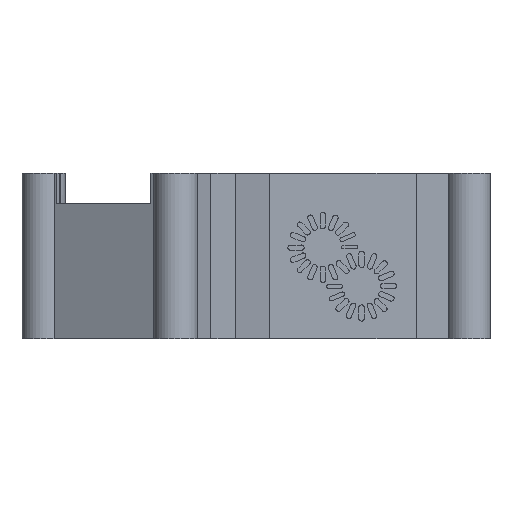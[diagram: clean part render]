
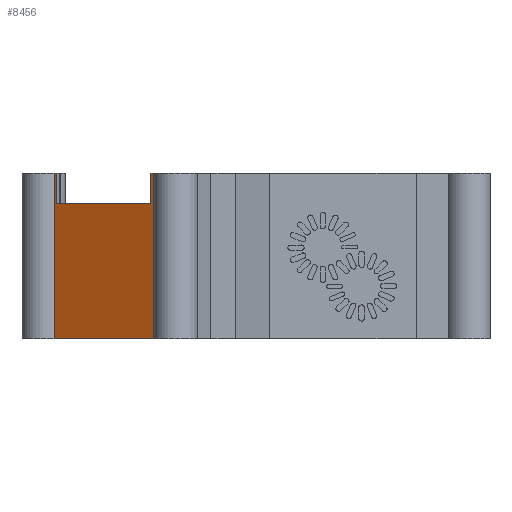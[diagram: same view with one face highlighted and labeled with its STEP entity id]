
A CAD part, front view. The second image highlights one B-rep face of the part: STEP entity #8456.
In plain terms, the highlighted planar face has unit normal (-0.5, -0.866, 0).
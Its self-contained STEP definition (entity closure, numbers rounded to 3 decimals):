
#434 = PLANE('',#435);
#435 = AXIS2_PLACEMENT_3D('',#436,#437,#438);
#436 = CARTESIAN_POINT('',(3.441,0.,5.));
#437 = DIRECTION('',(0.,0.,1.));
#438 = DIRECTION('',(1.,0.,0.));
#588 = PLANE('',#589);
#589 = AXIS2_PLACEMENT_3D('',#590,#591,#592);
#590 = CARTESIAN_POINT('',(2.,0.,-33.));
#591 = DIRECTION('',(-0.,-0.,-1.));
#592 = DIRECTION('',(-1.,0.,0.));
#2483 = VERTEX_POINT('',#2484);
#2484 = CARTESIAN_POINT('',(-17.987,-56.155,5.));
#2498 = PLANE('',#2499);
#2499 = AXIS2_PLACEMENT_3D('',#2500,#2501,#2502);
#2500 = CARTESIAN_POINT('',(-17.581,-55.451,1.5));
#2501 = DIRECTION('',(-0.866,0.5,0.));
#2502 = DIRECTION('',(-0.5,-0.866,0.));
#2510 = EDGE_CURVE('',#2511,#2483,#2513,.T.);
#2511 = VERTEX_POINT('',#2512);
#2512 = CARTESIAN_POINT('',(-17.342,-56.528,5.));
#2513 = SURFACE_CURVE('',#2514,(#2518,#2525),.PCURVE_S1.);
#2514 = LINE('',#2515,#2516);
#2515 = CARTESIAN_POINT('',(-17.342,-56.528,5.));
#2516 = VECTOR('',#2517,1.);
#2517 = DIRECTION('',(-0.866,0.5,0.));
#2518 = PCURVE('',#434,#2519);
#2519 = DEFINITIONAL_REPRESENTATION('',(#2520),#2524);
#2520 = LINE('',#2521,#2522);
#2521 = CARTESIAN_POINT('',(-20.783,-56.528));
#2522 = VECTOR('',#2523,1.);
#2523 = DIRECTION('',(-0.866,0.5));
#2524 = ( GEOMETRIC_REPRESENTATION_CONTEXT(2) 
PARAMETRIC_REPRESENTATION_CONTEXT() REPRESENTATION_CONTEXT('2D SPACE',''
  ) );
#2525 = PCURVE('',#2526,#2531);
#2526 = PLANE('',#2527);
#2527 = AXIS2_PLACEMENT_3D('',#2528,#2529,#2530);
#2528 = CARTESIAN_POINT('',(-28.813,-49.905,
    -13.706));
#2529 = DIRECTION('',(-0.5,-0.866,0.));
#2530 = DIRECTION('',(-0.866,0.5,0.));
#2531 = DEFINITIONAL_REPRESENTATION('',(#2532),#2536);
#2532 = LINE('',#2533,#2534);
#2533 = CARTESIAN_POINT('',(-13.245,-18.706));
#2534 = VECTOR('',#2535,1.);
#2535 = DIRECTION('',(1.,0.));
#2536 = ( GEOMETRIC_REPRESENTATION_CONTEXT(2) 
PARAMETRIC_REPRESENTATION_CONTEXT() REPRESENTATION_CONTEXT('2D SPACE',''
  ) );
#2555 = CYLINDRICAL_SURFACE('',#2556,5.);
#2556 = AXIS2_PLACEMENT_3D('',#2557,#2558,#2559);
#2557 = CARTESIAN_POINT('',(-12.345,-56.381,0.));
#2558 = DIRECTION('',(-0.,-0.,-1.));
#2559 = DIRECTION('',(1.,0.,0.));
#3115 = VERTEX_POINT('',#3116);
#3116 = CARTESIAN_POINT('',(-17.342,-56.528,-33.));
#3142 = EDGE_CURVE('',#3115,#3143,#3145,.T.);
#3143 = VERTEX_POINT('',#3144);
#3144 = CARTESIAN_POINT('',(-40.283,-43.283,-33.));
#3145 = SURFACE_CURVE('',#3146,(#3150,#3157),.PCURVE_S1.);
#3146 = LINE('',#3147,#3148);
#3147 = CARTESIAN_POINT('',(-17.342,-56.528,-33.));
#3148 = VECTOR('',#3149,1.);
#3149 = DIRECTION('',(-0.866,0.5,0.));
#3150 = PCURVE('',#588,#3151);
#3151 = DEFINITIONAL_REPRESENTATION('',(#3152),#3156);
#3152 = LINE('',#3153,#3154);
#3153 = CARTESIAN_POINT('',(19.342,-56.528));
#3154 = VECTOR('',#3155,1.);
#3155 = DIRECTION('',(0.866,0.5));
#3156 = ( GEOMETRIC_REPRESENTATION_CONTEXT(2) 
PARAMETRIC_REPRESENTATION_CONTEXT() REPRESENTATION_CONTEXT('2D SPACE',''
  ) );
#3157 = PCURVE('',#2526,#3158);
#3158 = DEFINITIONAL_REPRESENTATION('',(#3159),#3163);
#3159 = LINE('',#3160,#3161);
#3160 = CARTESIAN_POINT('',(-13.245,19.294));
#3161 = VECTOR('',#3162,1.);
#3162 = DIRECTION('',(1.,0.));
#3163 = ( GEOMETRIC_REPRESENTATION_CONTEXT(2) 
PARAMETRIC_REPRESENTATION_CONTEXT() REPRESENTATION_CONTEXT('2D SPACE',''
  ) );
#3186 = CYLINDRICAL_SURFACE('',#3187,5.);
#3187 = AXIS2_PLACEMENT_3D('',#3188,#3189,#3190);
#3188 = CARTESIAN_POINT('',(-42.655,-38.881,-33.));
#3189 = DIRECTION('',(-0.,-0.,-1.));
#3190 = DIRECTION('',(1.,0.,0.));
#7655 = PLANE('',#7656);
#7656 = AXIS2_PLACEMENT_3D('',#7657,#7658,#7659);
#7657 = CARTESIAN_POINT('',(3.441,0.,5.));
#7658 = DIRECTION('',(0.,0.,1.));
#7659 = DIRECTION('',(1.,0.,0.));
#7886 = PLANE('',#7887);
#7887 = AXIS2_PLACEMENT_3D('',#7888,#7889,#7890);
#7888 = CARTESIAN_POINT('',(-39.232,-42.951,1.5));
#7889 = DIRECTION('',(0.866,-0.5,0.));
#7890 = DIRECTION('',(0.5,0.866,0.));
#7914 = PLANE('',#7915);
#7915 = AXIS2_PLACEMENT_3D('',#7916,#7917,#7918);
#7916 = CARTESIAN_POINT('',(-36.325,-37.917,-2.));
#7917 = DIRECTION('',(0.,0.,1.));
#7918 = DIRECTION('',(-0.5,-0.866,0.));
#8413 = VERTEX_POINT('',#8414);
#8414 = CARTESIAN_POINT('',(-17.987,-56.155,-2.));
#8435 = EDGE_CURVE('',#8413,#2483,#8436,.T.);
#8436 = SURFACE_CURVE('',#8437,(#8441,#8448),.PCURVE_S1.);
#8437 = LINE('',#8438,#8439);
#8438 = CARTESIAN_POINT('',(-17.987,-56.155,-17.5));
#8439 = VECTOR('',#8440,1.);
#8440 = DIRECTION('',(0.,0.,1.));
#8441 = PCURVE('',#2498,#8442);
#8442 = DEFINITIONAL_REPRESENTATION('',(#8443),#8447);
#8443 = LINE('',#8444,#8445);
#8444 = CARTESIAN_POINT('',(0.813,-19.));
#8445 = VECTOR('',#8446,1.);
#8446 = DIRECTION('',(0.,1.));
#8447 = ( GEOMETRIC_REPRESENTATION_CONTEXT(2) 
PARAMETRIC_REPRESENTATION_CONTEXT() REPRESENTATION_CONTEXT('2D SPACE',''
  ) );
#8448 = PCURVE('',#2526,#8449);
#8449 = DEFINITIONAL_REPRESENTATION('',(#8450),#8454);
#8450 = LINE('',#8451,#8452);
#8451 = CARTESIAN_POINT('',(-12.5,3.794));
#8452 = VECTOR('',#8453,1.);
#8453 = DIRECTION('',(0.,-1.));
#8454 = ( GEOMETRIC_REPRESENTATION_CONTEXT(2) 
PARAMETRIC_REPRESENTATION_CONTEXT() REPRESENTATION_CONTEXT('2D SPACE',''
  ) );
#8456 = ADVANCED_FACE('',(#8457),#2526,.T.);
#8457 = FACE_BOUND('',#8458,.T.);
#8458 = EDGE_LOOP('',(#8459,#8460,#8461,#8484,#8507,#8530,#8551,#8552));
#8459 = ORIENTED_EDGE('',*,*,#2510,.T.);
#8460 = ORIENTED_EDGE('',*,*,#8435,.F.);
#8461 = ORIENTED_EDGE('',*,*,#8462,.T.);
#8462 = EDGE_CURVE('',#8413,#8463,#8465,.T.);
#8463 = VERTEX_POINT('',#8464);
#8464 = CARTESIAN_POINT('',(-39.638,-43.655,-2.));
#8465 = SURFACE_CURVE('',#8466,(#8470,#8477),.PCURVE_S1.);
#8466 = LINE('',#8467,#8468);
#8467 = CARTESIAN_POINT('',(-28.49,-50.091,-2.));
#8468 = VECTOR('',#8469,1.);
#8469 = DIRECTION('',(-0.866,0.5,0.));
#8470 = PCURVE('',#2526,#8471);
#8471 = DEFINITIONAL_REPRESENTATION('',(#8472),#8476);
#8472 = LINE('',#8473,#8474);
#8473 = CARTESIAN_POINT('',(-0.372,-11.706));
#8474 = VECTOR('',#8475,1.);
#8475 = DIRECTION('',(1.,0.));
#8476 = ( GEOMETRIC_REPRESENTATION_CONTEXT(2) 
PARAMETRIC_REPRESENTATION_CONTEXT() REPRESENTATION_CONTEXT('2D SPACE',''
  ) );
#8477 = PCURVE('',#7914,#8478);
#8478 = DEFINITIONAL_REPRESENTATION('',(#8479),#8483);
#8479 = LINE('',#8480,#8481);
#8480 = CARTESIAN_POINT('',(6.626,12.872));
#8481 = VECTOR('',#8482,1.);
#8482 = DIRECTION('',(0.,-1.));
#8483 = ( GEOMETRIC_REPRESENTATION_CONTEXT(2) 
PARAMETRIC_REPRESENTATION_CONTEXT() REPRESENTATION_CONTEXT('2D SPACE',''
  ) );
#8484 = ORIENTED_EDGE('',*,*,#8485,.T.);
#8485 = EDGE_CURVE('',#8463,#8486,#8488,.T.);
#8486 = VERTEX_POINT('',#8487);
#8487 = CARTESIAN_POINT('',(-39.638,-43.655,5.));
#8488 = SURFACE_CURVE('',#8489,(#8493,#8500),.PCURVE_S1.);
#8489 = LINE('',#8490,#8491);
#8490 = CARTESIAN_POINT('',(-39.638,-43.655,-17.5));
#8491 = VECTOR('',#8492,1.);
#8492 = DIRECTION('',(0.,0.,1.));
#8493 = PCURVE('',#2526,#8494);
#8494 = DEFINITIONAL_REPRESENTATION('',(#8495),#8499);
#8495 = LINE('',#8496,#8497);
#8496 = CARTESIAN_POINT('',(12.5,3.794));
#8497 = VECTOR('',#8498,1.);
#8498 = DIRECTION('',(0.,-1.));
#8499 = ( GEOMETRIC_REPRESENTATION_CONTEXT(2) 
PARAMETRIC_REPRESENTATION_CONTEXT() REPRESENTATION_CONTEXT('2D SPACE',''
  ) );
#8500 = PCURVE('',#7886,#8501);
#8501 = DEFINITIONAL_REPRESENTATION('',(#8502),#8506);
#8502 = LINE('',#8503,#8504);
#8503 = CARTESIAN_POINT('',(-0.813,-19.));
#8504 = VECTOR('',#8505,1.);
#8505 = DIRECTION('',(0.,1.));
#8506 = ( GEOMETRIC_REPRESENTATION_CONTEXT(2) 
PARAMETRIC_REPRESENTATION_CONTEXT() REPRESENTATION_CONTEXT('2D SPACE',''
  ) );
#8507 = ORIENTED_EDGE('',*,*,#8508,.T.);
#8508 = EDGE_CURVE('',#8486,#8509,#8511,.T.);
#8509 = VERTEX_POINT('',#8510);
#8510 = CARTESIAN_POINT('',(-40.283,-43.283,5.));
#8511 = SURFACE_CURVE('',#8512,(#8516,#8523),.PCURVE_S1.);
#8512 = LINE('',#8513,#8514);
#8513 = CARTESIAN_POINT('',(-39.638,-43.655,5.));
#8514 = VECTOR('',#8515,1.);
#8515 = DIRECTION('',(-0.866,0.5,0.));
#8516 = PCURVE('',#2526,#8517);
#8517 = DEFINITIONAL_REPRESENTATION('',(#8518),#8522);
#8518 = LINE('',#8519,#8520);
#8519 = CARTESIAN_POINT('',(12.5,-18.706));
#8520 = VECTOR('',#8521,1.);
#8521 = DIRECTION('',(1.,0.));
#8522 = ( GEOMETRIC_REPRESENTATION_CONTEXT(2) 
PARAMETRIC_REPRESENTATION_CONTEXT() REPRESENTATION_CONTEXT('2D SPACE',''
  ) );
#8523 = PCURVE('',#7655,#8524);
#8524 = DEFINITIONAL_REPRESENTATION('',(#8525),#8529);
#8525 = LINE('',#8526,#8527);
#8526 = CARTESIAN_POINT('',(-43.079,-43.655));
#8527 = VECTOR('',#8528,1.);
#8528 = DIRECTION('',(-0.866,0.5));
#8529 = ( GEOMETRIC_REPRESENTATION_CONTEXT(2) 
PARAMETRIC_REPRESENTATION_CONTEXT() REPRESENTATION_CONTEXT('2D SPACE',''
  ) );
#8530 = ORIENTED_EDGE('',*,*,#8531,.F.);
#8531 = EDGE_CURVE('',#3143,#8509,#8532,.T.);
#8532 = SURFACE_CURVE('',#8533,(#8537,#8544),.PCURVE_S1.);
#8533 = LINE('',#8534,#8535);
#8534 = CARTESIAN_POINT('',(-40.283,-43.283,0.));
#8535 = VECTOR('',#8536,1.);
#8536 = DIRECTION('',(0.,0.,1.));
#8537 = PCURVE('',#2526,#8538);
#8538 = DEFINITIONAL_REPRESENTATION('',(#8539),#8543);
#8539 = LINE('',#8540,#8541);
#8540 = CARTESIAN_POINT('',(13.245,-13.706));
#8541 = VECTOR('',#8542,1.);
#8542 = DIRECTION('',(0.,-1.));
#8543 = ( GEOMETRIC_REPRESENTATION_CONTEXT(2) 
PARAMETRIC_REPRESENTATION_CONTEXT() REPRESENTATION_CONTEXT('2D SPACE',''
  ) );
#8544 = PCURVE('',#3186,#8545);
#8545 = DEFINITIONAL_REPRESENTATION('',(#8546),#8550);
#8546 = LINE('',#8547,#8548);
#8547 = CARTESIAN_POINT('',(1.076,-33.));
#8548 = VECTOR('',#8549,1.);
#8549 = DIRECTION('',(0.,-1.));
#8550 = ( GEOMETRIC_REPRESENTATION_CONTEXT(2) 
PARAMETRIC_REPRESENTATION_CONTEXT() REPRESENTATION_CONTEXT('2D SPACE',''
  ) );
#8551 = ORIENTED_EDGE('',*,*,#3142,.F.);
#8552 = ORIENTED_EDGE('',*,*,#8553,.T.);
#8553 = EDGE_CURVE('',#3115,#2511,#8554,.T.);
#8554 = SURFACE_CURVE('',#8555,(#8559,#8566),.PCURVE_S1.);
#8555 = LINE('',#8556,#8557);
#8556 = CARTESIAN_POINT('',(-17.342,-56.528,-33.));
#8557 = VECTOR('',#8558,1.);
#8558 = DIRECTION('',(0.,0.,1.));
#8559 = PCURVE('',#2526,#8560);
#8560 = DEFINITIONAL_REPRESENTATION('',(#8561),#8565);
#8561 = LINE('',#8562,#8563);
#8562 = CARTESIAN_POINT('',(-13.245,19.294));
#8563 = VECTOR('',#8564,1.);
#8564 = DIRECTION('',(0.,-1.));
#8565 = ( GEOMETRIC_REPRESENTATION_CONTEXT(2) 
PARAMETRIC_REPRESENTATION_CONTEXT() REPRESENTATION_CONTEXT('2D SPACE',''
  ) );
#8566 = PCURVE('',#2555,#8567);
#8567 = DEFINITIONAL_REPRESENTATION('',(#8568),#8572);
#8568 = LINE('',#8569,#8570);
#8569 = CARTESIAN_POINT('',(3.112,33.));
#8570 = VECTOR('',#8571,1.);
#8571 = DIRECTION('',(0.,-1.));
#8572 = ( GEOMETRIC_REPRESENTATION_CONTEXT(2) 
PARAMETRIC_REPRESENTATION_CONTEXT() REPRESENTATION_CONTEXT('2D SPACE',''
  ) );
